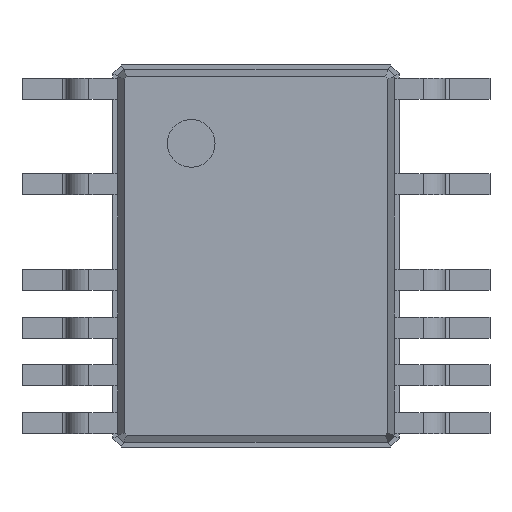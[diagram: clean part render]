
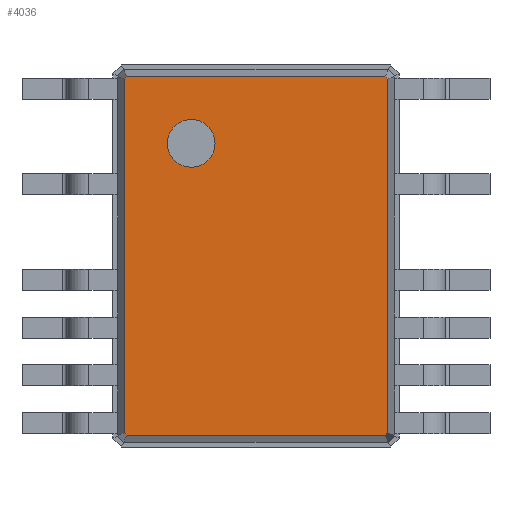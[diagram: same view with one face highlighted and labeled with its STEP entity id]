
A CAD part, top view. The second image highlights one B-rep face of the part: STEP entity #4036.
In plain terms, the highlighted planar face has unit normal (0, 0, 1).
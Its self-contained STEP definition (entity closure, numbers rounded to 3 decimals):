
#14=FACE_BOUND('',#443,.T.);
#63=CIRCLE('',#4315,0.25);
#226=FACE_OUTER_BOUND('',#442,.T.);
#442=EDGE_LOOP('',(#2848,#2849,#2850,#2851,#2852,#2853,#2854,#2855));
#443=EDGE_LOOP('',(#2856));
#701=LINE('',#5849,#1170);
#813=LINE('',#6145,#1282);
#814=LINE('',#6148,#1283);
#815=LINE('',#6150,#1284);
#816=LINE('',#6152,#1285);
#817=LINE('',#6154,#1286);
#818=LINE('',#6156,#1287);
#819=LINE('',#6157,#1288);
#1170=VECTOR('',#4708,1.);
#1282=VECTOR('',#4960,1.);
#1283=VECTOR('',#4963,1.);
#1284=VECTOR('',#4964,1.);
#1285=VECTOR('',#4965,1.);
#1286=VECTOR('',#4966,1.);
#1287=VECTOR('',#4967,1.);
#1288=VECTOR('',#4968,1.);
#1616=VERTEX_POINT('',#5846);
#1617=VERTEX_POINT('',#5848);
#1731=VERTEX_POINT('',#6143);
#1732=VERTEX_POINT('',#6147);
#1733=VERTEX_POINT('',#6149);
#1734=VERTEX_POINT('',#6151);
#1735=VERTEX_POINT('',#6153);
#1736=VERTEX_POINT('',#6155);
#1737=VERTEX_POINT('',#6158);
#2001=EDGE_CURVE('',#1616,#1617,#701,.T.);
#2153=EDGE_CURVE('',#1731,#1616,#813,.T.);
#2154=EDGE_CURVE('',#1732,#1731,#814,.T.);
#2155=EDGE_CURVE('',#1733,#1732,#815,.T.);
#2156=EDGE_CURVE('',#1734,#1733,#816,.T.);
#2157=EDGE_CURVE('',#1735,#1734,#817,.T.);
#2158=EDGE_CURVE('',#1736,#1735,#818,.T.);
#2159=EDGE_CURVE('',#1617,#1736,#819,.T.);
#2160=EDGE_CURVE('',#1737,#1737,#63,.T.);
#2848=ORIENTED_EDGE('',*,*,#2154,.F.);
#2849=ORIENTED_EDGE('',*,*,#2155,.F.);
#2850=ORIENTED_EDGE('',*,*,#2156,.F.);
#2851=ORIENTED_EDGE('',*,*,#2157,.F.);
#2852=ORIENTED_EDGE('',*,*,#2158,.F.);
#2853=ORIENTED_EDGE('',*,*,#2159,.F.);
#2854=ORIENTED_EDGE('',*,*,#2001,.F.);
#2855=ORIENTED_EDGE('',*,*,#2153,.F.);
#2856=ORIENTED_EDGE('',*,*,#2160,.F.);
#3643=PLANE('',#4314);
#4036=ADVANCED_FACE('',(#226,#14),#3643,.T.);
#4314=AXIS2_PLACEMENT_3D('',#6146,#4961,#4962);
#4315=AXIS2_PLACEMENT_3D('',#6159,#4969,#4970);
#4708=DIRECTION('',(0.,-1.,0.));
#4960=DIRECTION('',(0.707,-0.707,0.));
#4961=DIRECTION('center_axis',(0.,0.,1.));
#4962=DIRECTION('ref_axis',(0.583,-0.812,0.));
#4963=DIRECTION('',(1.,0.,0.));
#4964=DIRECTION('',(0.707,0.707,0.));
#4965=DIRECTION('',(0.,1.,0.));
#4966=DIRECTION('',(-0.707,0.707,0.));
#4967=DIRECTION('',(-1.,0.,0.));
#4968=DIRECTION('',(-0.707,-0.707,0.));
#4969=DIRECTION('center_axis',(0.,0.,1.));
#4970=DIRECTION('ref_axis',(0.,-1.,0.));
#5846=CARTESIAN_POINT('',(1.379,1.849,0.95));
#5848=CARTESIAN_POINT('',(1.379,-1.849,0.95));
#5849=CARTESIAN_POINT('',(1.379,1.849,0.95));
#6143=CARTESIAN_POINT('',(1.349,1.879,0.95));
#6145=CARTESIAN_POINT('',(1.349,1.879,0.95));
#6146=CARTESIAN_POINT('Origin',(-1.349,1.879,0.95));
#6147=CARTESIAN_POINT('',(-1.349,1.879,0.95));
#6148=CARTESIAN_POINT('',(-1.349,1.879,0.95));
#6149=CARTESIAN_POINT('',(-1.379,1.849,0.95));
#6150=CARTESIAN_POINT('',(-1.379,1.849,0.95));
#6151=CARTESIAN_POINT('',(-1.379,-1.849,0.95));
#6152=CARTESIAN_POINT('',(-1.379,-1.849,0.95));
#6153=CARTESIAN_POINT('',(-1.349,-1.879,0.95));
#6154=CARTESIAN_POINT('',(-1.349,-1.879,0.95));
#6155=CARTESIAN_POINT('',(1.349,-1.879,0.95));
#6156=CARTESIAN_POINT('',(1.349,-1.879,0.95));
#6157=CARTESIAN_POINT('',(1.379,-1.849,0.95));
#6158=CARTESIAN_POINT('',(-0.679,1.429,0.95));
#6159=CARTESIAN_POINT('Origin',(-0.679,1.179,0.95));
